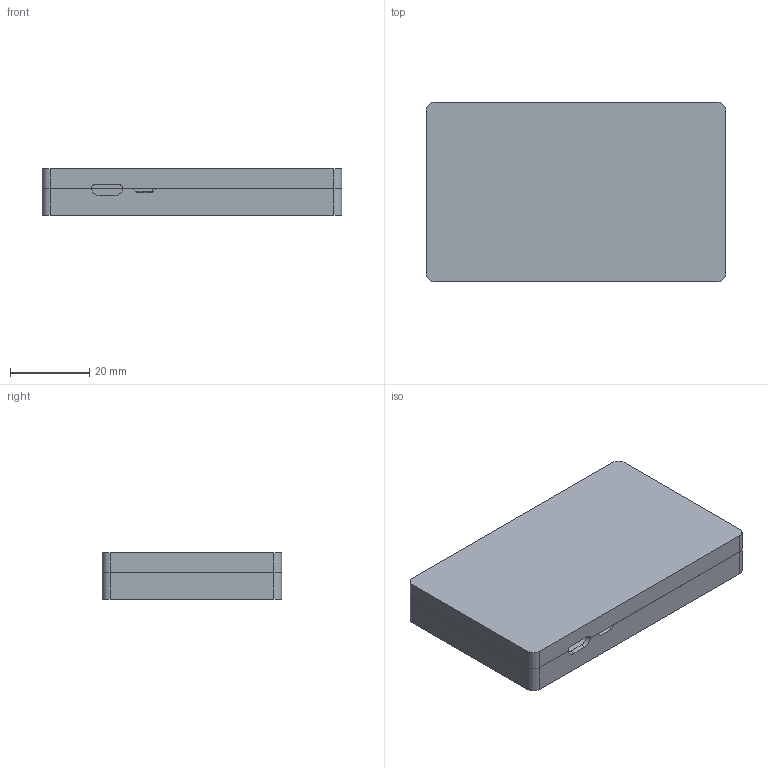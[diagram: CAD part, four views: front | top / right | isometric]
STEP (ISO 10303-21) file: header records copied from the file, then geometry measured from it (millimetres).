
FILE_DESCRIPTION(/* description */ (''),/* implementation_level */ '2;1');
FILE_NAME(/* name */ 'DIY Reader Case Micro USB v2.step',/* time_stamp */ '2024-11-04T18:16:17+08:00',/* author */ (''),/* organization */ (''),/* preprocessor_version */ 'ST-DEVELOPER v20',/* originating_system */ 'Autodesk Translation Framework v13.14.0.145',/* authorisation */ '');
FILE_SCHEMA (('AUTOMOTIVE_DESIGN { 1 0 10303 214 3 1 1 }'));
Length unit declared in the file: millimetre
Products named in the file (2): DIY Reader Case Micro USB v2; Case
Assembly tree (1 placements, depth 2):
  DIY Reader Case Micro USB v2
    Case
Bounding box: 75.6 x 45.3 x 11.8 mm (x, y, z)
Volume: 12012.5 mm3; surface area: 19262.1 mm2
Topology: 2 solids, 2 shells, 204 faces, 552 edges, 368 vertices
Faces by surface type: plane 184, cylinder 20
Full cylindrical faces by diameter (mm): 6 x4
Entity records: 6368 total; most frequent: CARTESIAN_POINT 1127, ORIENTED_EDGE 1104, DIRECTION 1006, EDGE_CURVE 552, LINE 512, VECTOR 512, VERTEX_POINT 368, AXIS2_PLACEMENT_3D 247
